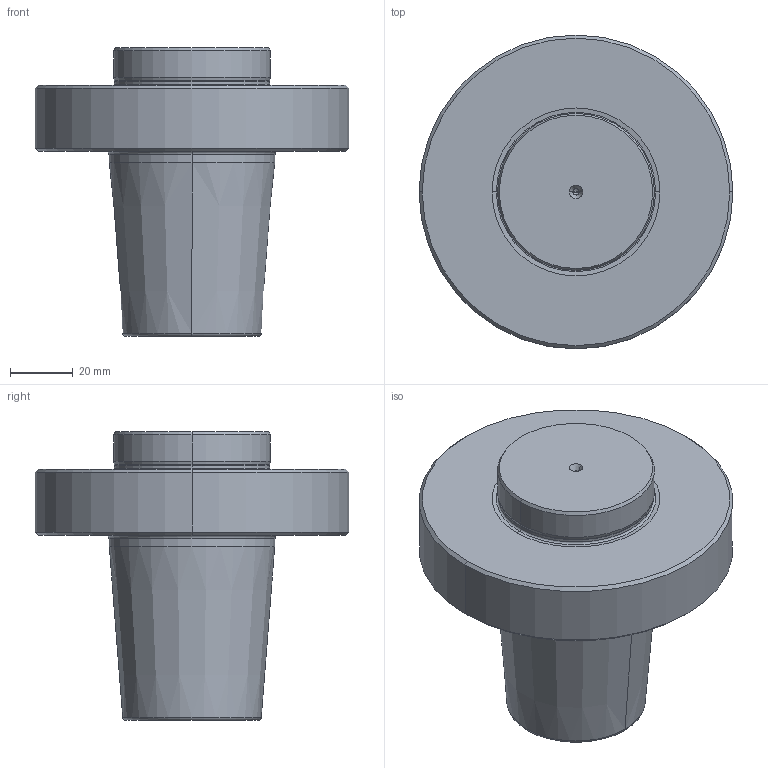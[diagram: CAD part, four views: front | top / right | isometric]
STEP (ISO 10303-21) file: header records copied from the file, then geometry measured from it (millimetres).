
FILE_DESCRIPTION((''),'2;1');
FILE_NAME('607026980-000-00-E43','2018-01-29T',('bahnemannr'),(''),'PRO/ENGINEER BY PARAMETRIC TECHNOLOGY CORPORATION, 2011220','PRO/ENGINEER BY PARAMETRIC TECHNOLOGY CORPORATION, 2011220','');
FILE_SCHEMA(('AUTOMOTIVE_DESIGN_CC2 { 1 2 10303 214 -1 1 5 2 }'));
Length unit declared in the file: millimetre
Products named in the file (1): 607026980-000-00-E43
Bounding box: 100 x 100 x 92 mm (x, y, z)
Volume: 248030.3 mm3; surface area: 38272 mm2
Topology: 1 solids, 1 shells, 44 faces, 91 edges, 56 vertices
Faces by surface type: cone 16, cylinder 12, torus 10, plane 6
Entity records: 1489 total; most frequent: DIRECTION 241, CARTESIAN_POINT 186, ORIENTED_EDGE 172, AXIS2_PLACEMENT_3D 105, PRESENTATION_STYLE_ASSIGNMENT 93, STYLED_ITEM 93, CURVE_STYLE 92, EDGE_CURVE 86
